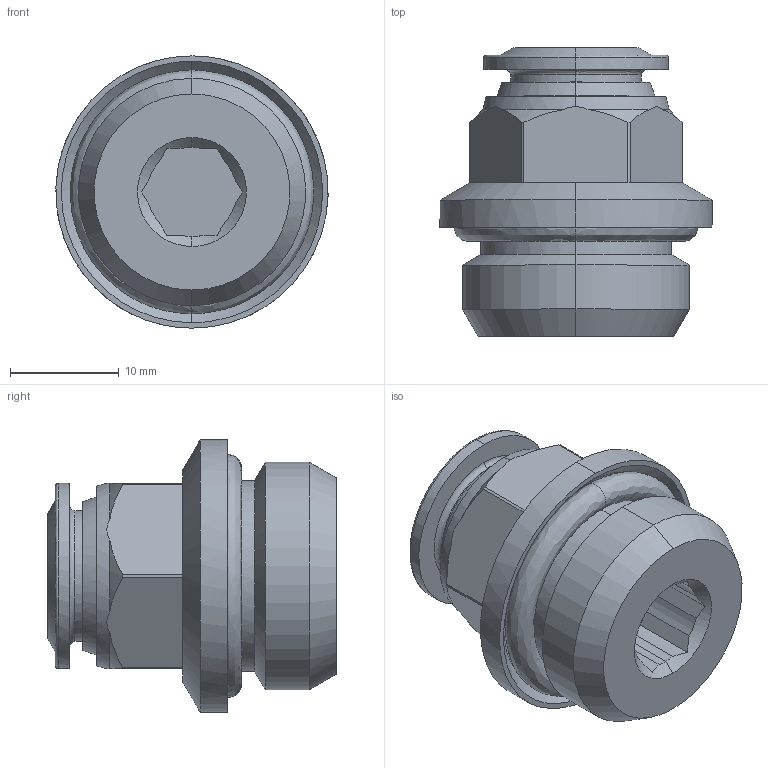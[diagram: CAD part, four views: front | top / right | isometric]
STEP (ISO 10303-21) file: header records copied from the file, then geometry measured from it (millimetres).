
FILE_DESCRIPTION (( 'STEP AP214' ), '1' );
FILE_NAME ('PC10-G04_ME.STEP', '2018-09-06T08:43:04', ( '' ), ( '' ), 'SwSTEP 2.0', 'SolidWorks 2018', '' );
FILE_SCHEMA (( 'AUTOMOTIVE_DESIGN' ));
Length unit declared in the file: millimetre
Products named in the file (1): PC10-G04_ME
Bounding box: 24.99 x 26.5 x 25 mm (x, y, z)
Volume: 6879.7 mm3; surface area: 3389.3 mm2
Topology: 1 solids, 1 shells, 112 faces, 275 edges, 171 vertices
Faces by surface type: bspline 112
Entity records: 4636 total; most frequent: CARTESIAN_POINT 2992, ORIENTED_EDGE 550, EDGE_CURVE 275, B_SPLINE_CURVE_WITH_KNOTS 189, VERTEX_POINT 171, EDGE_LOOP 122, ADVANCED_FACE 112, FACE_OUTER_BOUND 112
